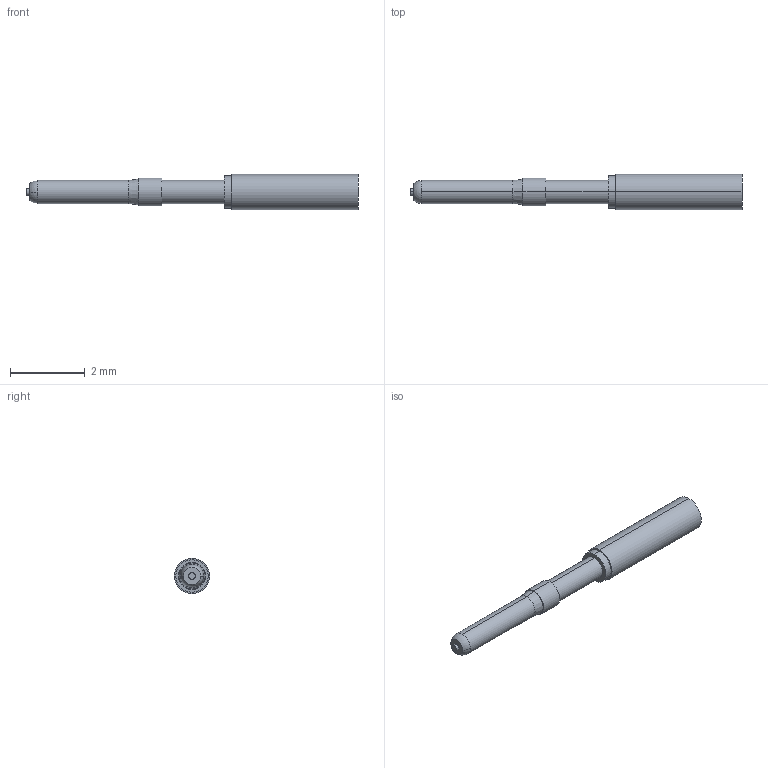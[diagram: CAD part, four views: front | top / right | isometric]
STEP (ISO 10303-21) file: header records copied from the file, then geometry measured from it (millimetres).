
FILE_DESCRIPTION (( 'STEP AP214' ), '1' );
FILE_NAME ('WJ2830.STEP', '2014-07-11T14:22:41', ( 'spare' ), ( '' ), 'SwSTEP 2.0', 'SolidWorks 2014', '' );
FILE_SCHEMA (( 'AUTOMOTIVE_DESIGN' ));
Length unit declared in the file: inch
Products named in the file (1): WJ2830
Bounding box: 8.89 x 0.94 x 0.94 mm (x, y, z)
Volume: 4.1 mm3; surface area: 22.4 mm2
Topology: 1 solids, 1 shells, 23 faces, 48 edges, 30 vertices
Faces by surface type: cylinder 12, plane 7, sphere 2, cone 2
Entity records: 656 total; most frequent: DIRECTION 126, CARTESIAN_POINT 100, ORIENTED_EDGE 92, AXIS2_PLACEMENT_3D 56, EDGE_CURVE 46, CIRCLE 32, VERTEX_POINT 30, EDGE_LOOP 28
